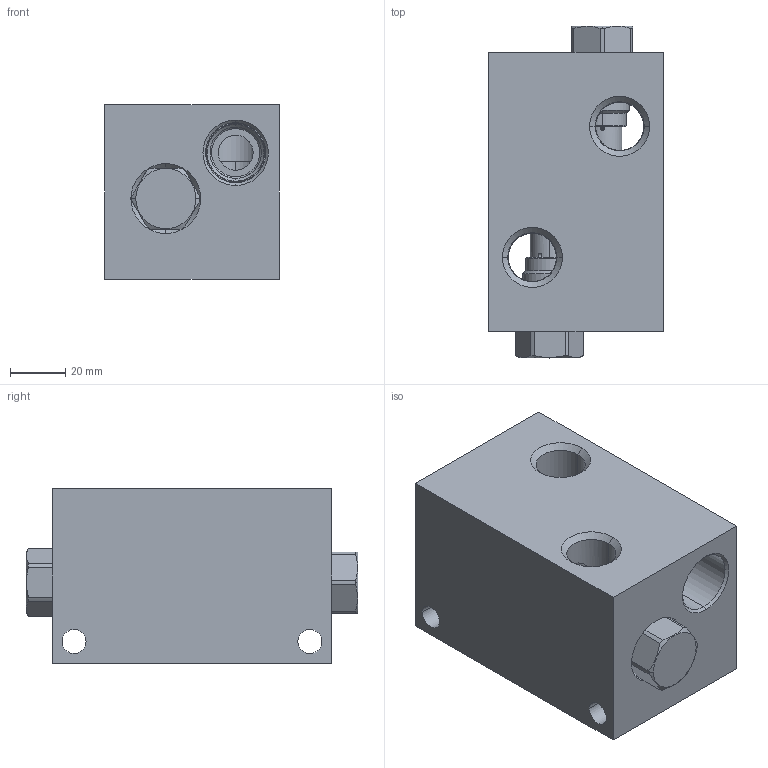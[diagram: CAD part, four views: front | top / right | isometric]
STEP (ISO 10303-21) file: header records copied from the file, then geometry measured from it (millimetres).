
FILE_DESCRIPTION((''),'2;1');
FILE_NAME('E8C_ASM','2019-11-24T',('ProEService'),(''),'PRO/ENGINEER BY PARAMETRIC TECHNOLOGY CORPORATION, 2014200','PRO/ENGINEER BY PARAMETRIC TECHNOLOGY CORPORATION, 2014200','');
FILE_SCHEMA(('CONFIG_CONTROL_DESIGN'));
Length unit declared in the file: inch
Products named in the file (3): 150-839-003; CXDAXCN; E8C_ASM
Assembly tree (3 placements, depth 2):
  E8C_ASM
    150-839-003
    CXDAXCN  x2
Bounding box: 63.5 x 120.68 x 63.5 mm (x, y, z)
Volume: 322058.1 mm3; surface area: 68229.9 mm2
Topology: 7 solids, 7 shells, 407 faces, 1324 edges, 1077 vertices
Faces by surface type: cylinder 177, cone 90, plane 58, torus 44, bspline 22, revolution 16
Entity records: 17134 total; most frequent: CARTESIAN_POINT 8691, DIRECTION 1751, ORIENTED_EDGE 1334, EDGE_CURVE 667, VECTOR 581, LINE 581, AXIS2_PLACEMENT_3D 581, VERTEX_POINT 404
